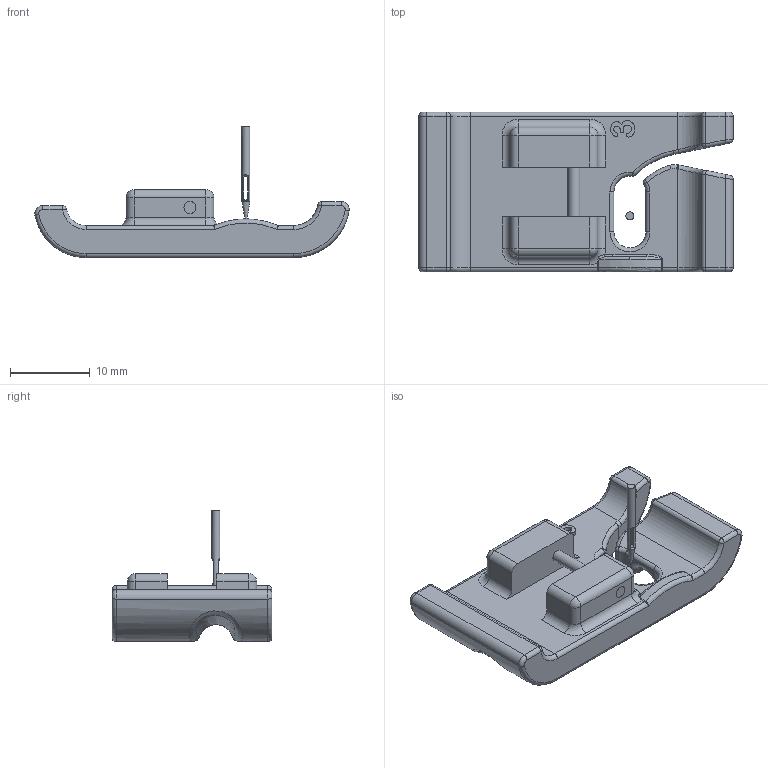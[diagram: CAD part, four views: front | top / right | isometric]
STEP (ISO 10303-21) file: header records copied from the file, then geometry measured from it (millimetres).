
FILE_DESCRIPTION(('HOOPS Exchange Step'),'2;1');
FILE_NAME('temp_export','2025-05-31T23:41:57+20:00',('me'),('Shapr3D Limited'),'HOOPS Exchange 2024.8','Shapr3D','Authorized');
FILE_SCHEMA( ('AP242_MANAGED_MODEL_BASED_3D_ENGINEERING_MIM_LF {1 0 10303 442 1 1 4}') );
Length unit declared in the file: millimetre
Products named in the file (1): root
Bounding box: 39.32 x 20 x 16.4 mm (x, y, z)
Volume: 3276.5 mm3; surface area: 2536.5 mm2
Topology: 3 solids, 3 shells, 224 faces, 541 edges, 294 vertices
Faces by surface type: cylinder 71, bspline 56, torus 37, plane 35, sphere 22, cone 3
Full cylindrical faces by diameter (mm): 1 x1, 1.5 x3
Entity records: 12817 total; most frequent: CARTESIAN_POINT 7932, ORIENTED_EDGE 1024, DIRECTION 1006, EDGE_CURVE 512, AXIS2_PLACEMENT_3D 426, VERTEX_POINT 294, CIRCLE 242, EDGE_LOOP 230
